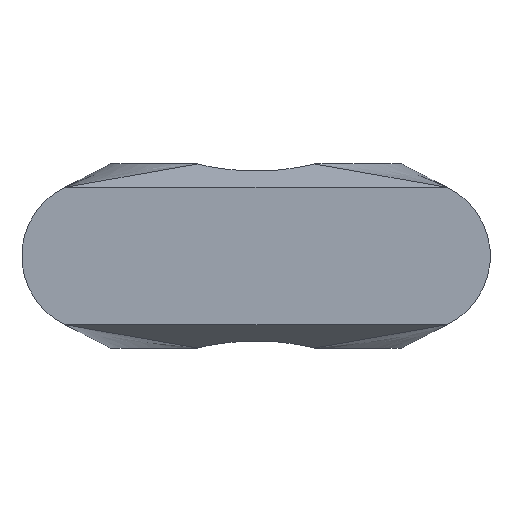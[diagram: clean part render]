
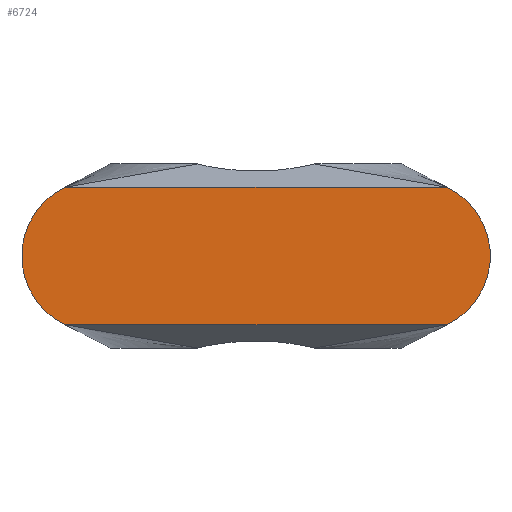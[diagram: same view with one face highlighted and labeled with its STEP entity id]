
A CAD part, front view. The second image highlights one B-rep face of the part: STEP entity #6724.
In plain terms, the highlighted planar face has unit normal (0, -1, 0).
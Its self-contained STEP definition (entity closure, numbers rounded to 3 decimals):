
#324 = CIRCLE ( 'NONE', #7487, 12.332 ) ;
#457 = CARTESIAN_POINT ( 'NONE',  ( 30.988, -17.196, 11.112 ) ) ;
#590 = AXIS2_PLACEMENT_3D ( 'NONE', #4677, #10760, #5539 ) ;
#1044 = CARTESIAN_POINT ( 'NONE',  ( -30.988, -17.196, -11.112 ) ) ;
#1356 = CARTESIAN_POINT ( 'NONE',  ( 30.988, -17.196, -11.112 ) ) ;
#1692 = CARTESIAN_POINT ( 'NONE',  ( 25.641, -17.196, 0. ) ) ;
#1733 = ORIENTED_EDGE ( 'NONE', *, *, #5074, .T. ) ;
#2065 = EDGE_LOOP ( 'NONE', ( #3667, #1733, #4732, #9783 ) ) ;
#2273 = VECTOR ( 'NONE', #9909, 1000. ) ;
#2383 = CARTESIAN_POINT ( 'NONE',  ( -25.641, -17.196, 0. ) ) ;
#2558 = DIRECTION ( 'NONE',  ( 0., 0., -1. ) ) ;
#2898 = CARTESIAN_POINT ( 'NONE',  ( 30.988, -17.196, 11.112 ) ) ;
#3248 = DIRECTION ( 'NONE',  ( 0., 0., -1. ) ) ;
#3667 = ORIENTED_EDGE ( 'NONE', *, *, #5870, .T. ) ;
#3774 = DIRECTION ( 'NONE',  ( -1., 0., 0. ) ) ;
#4409 = CARTESIAN_POINT ( 'NONE',  ( -30.988, -17.196, 11.113 ) ) ;
#4677 = CARTESIAN_POINT ( 'NONE',  ( -25.641, -17.196, 0. ) ) ;
#4732 = ORIENTED_EDGE ( 'NONE', *, *, #6775, .T. ) ;
#5074 = EDGE_CURVE ( 'NONE', #7051, #7756, #7140, .T. ) ;
#5114 = VECTOR ( 'NONE', #3774, 1000. ) ;
#5426 = VERTEX_POINT ( 'NONE', #457 ) ;
#5539 = DIRECTION ( 'NONE',  ( 0., 0., -1. ) ) ;
#5870 = EDGE_CURVE ( 'NONE', #7573, #7051, #6845, .T. ) ;
#6724 = ADVANCED_FACE ( 'NONE', ( #10104 ), #10966, .T. ) ;
#6775 = EDGE_CURVE ( 'NONE', #7756, #5426, #324, .T. ) ;
#6845 = CIRCLE ( 'NONE', #590, 12.332 ) ;
#7051 = VERTEX_POINT ( 'NONE', #1044 ) ;
#7140 = LINE ( 'NONE', #10741, #2273 ) ;
#7443 = LINE ( 'NONE', #2898, #5114 ) ;
#7487 = AXIS2_PLACEMENT_3D ( 'NONE', #1692, #7760, #2558 ) ;
#7573 = VERTEX_POINT ( 'NONE', #4409 ) ;
#7756 = VERTEX_POINT ( 'NONE', #1356 ) ;
#7760 = DIRECTION ( 'NONE',  ( 0., -1., 0. ) ) ;
#8053 = EDGE_CURVE ( 'NONE', #5426, #7573, #7443, .T. ) ;
#8064 = AXIS2_PLACEMENT_3D ( 'NONE', #2383, #8463, #3248 ) ;
#8463 = DIRECTION ( 'NONE',  ( 0., -1., 0. ) ) ;
#9783 = ORIENTED_EDGE ( 'NONE', *, *, #8053, .T. ) ;
#9909 = DIRECTION ( 'NONE',  ( 1., 0., 0. ) ) ;
#10104 = FACE_OUTER_BOUND ( 'NONE', #2065, .T. ) ;
#10741 = CARTESIAN_POINT ( 'NONE',  ( -30.988, -17.196, -11.112 ) ) ;
#10760 = DIRECTION ( 'NONE',  ( 0., -1., 0. ) ) ;
#10966 = PLANE ( 'NONE',  #8064 ) ;
